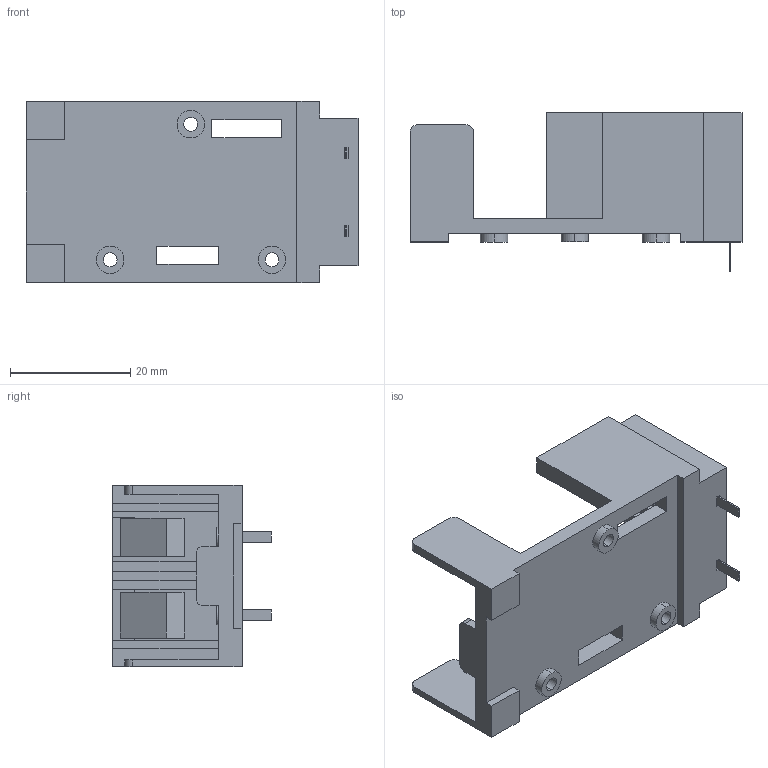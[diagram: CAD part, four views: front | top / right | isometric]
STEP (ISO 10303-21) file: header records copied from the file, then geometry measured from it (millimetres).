
FILE_DESCRIPTION (( 'STEP AP214' ), '1' );
FILE_NAME ('BC9VPC.STEP', '2019-12-04T03:31:52', ( '' ), ( '' ), 'SwSTEP 2.0', 'SolidWorks 2016', '' );
FILE_SCHEMA (( 'AUTOMOTIVE_DESIGN' ));
Length unit declared in the file: inch
Products named in the file (1): BC9VPC
Bounding box: 55.12 x 26.31 x 30.12 mm (x, y, z)
Volume: 8260.6 mm3; surface area: 9630.1 mm2
Topology: 3 solids, 3 shells, 178 faces, 485 edges, 323 vertices
Faces by surface type: plane 146, cylinder 32
Entity records: 5655 total; most frequent: CARTESIAN_POINT 987, ORIENTED_EDGE 970, DIRECTION 907, EDGE_CURVE 485, LINE 421, VECTOR 421, VERTEX_POINT 323, AXIS2_PLACEMENT_3D 243
